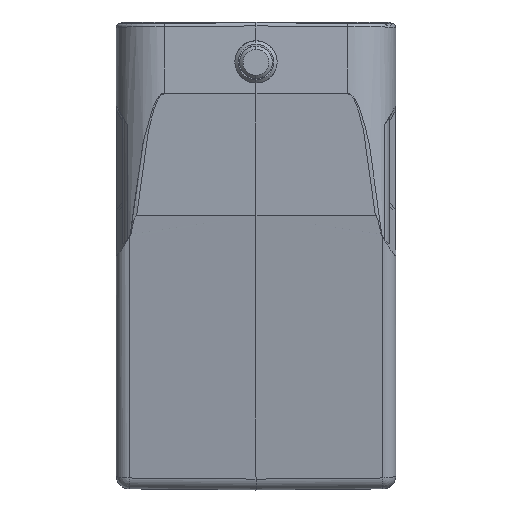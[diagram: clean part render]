
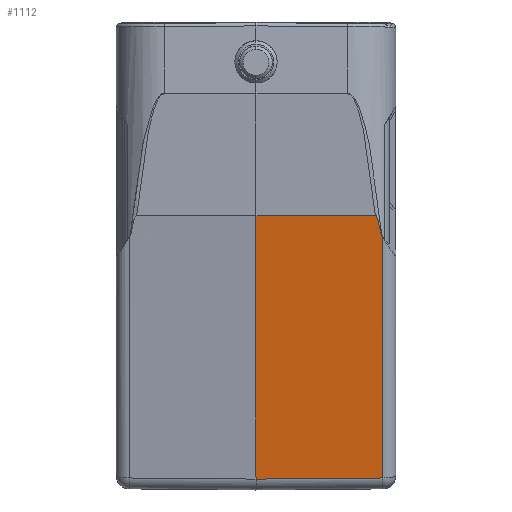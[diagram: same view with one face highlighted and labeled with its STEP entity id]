
A CAD part, left-side view. The second image highlights one B-rep face of the part: STEP entity #1112.
In plain terms, the highlighted planar face has unit normal (-0.987, -0.009, -0.16).
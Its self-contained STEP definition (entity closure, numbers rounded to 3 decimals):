
#584=B_SPLINE_CURVE_WITH_KNOTS('',3,(#12490,#12491,#12492,#12493),
 .UNSPECIFIED.,.F.,.F.,(4,4),(0.,1.),.UNSPECIFIED.);
#602=B_SPLINE_CURVE_WITH_KNOTS('',3,(#12655,#12656,#12657,#12658,#12659,
#12660,#12661,#12662),.UNSPECIFIED.,.F.,.F.,(4,2,2,4),(0.,0.25,0.5,1.),
 .UNSPECIFIED.);
#603=B_SPLINE_CURVE_WITH_KNOTS('',3,(#12664,#12665,#12666,#12667),
 .UNSPECIFIED.,.F.,.F.,(4,4),(0.,1.),.UNSPECIFIED.);
#605=B_SPLINE_CURVE_WITH_KNOTS('',3,(#12813,#12814,#12815,#12816),
 .UNSPECIFIED.,.F.,.F.,(4,4),(0.,1.),.UNSPECIFIED.);
#1112=ADVANCED_FACE('NONE',(#1768),#1479,.T.);
#1479=PLANE('',#8277);
#1768=FACE_OUTER_BOUND('',#2230,.T.);
#2230=EDGE_LOOP('',(#3784,#3785,#3786,#3787,#3788,#3789,#3790));
#3784=ORIENTED_EDGE('',*,*,#6213,.T.);
#3785=ORIENTED_EDGE('',*,*,#6255,.F.);
#3786=ORIENTED_EDGE('',*,*,#6254,.T.);
#3787=ORIENTED_EDGE('',*,*,#6258,.T.);
#3788=ORIENTED_EDGE('',*,*,#6369,.F.);
#3789=ORIENTED_EDGE('',*,*,#6370,.F.);
#3790=ORIENTED_EDGE('',*,*,#6259,.T.);
#5319=VERTEX_POINT('',#12494);
#5320=VERTEX_POINT('',#12495);
#5344=VERTEX_POINT('',#12654);
#5345=VERTEX_POINT('',#12663);
#5346=VERTEX_POINT('',#12812);
#5347=VERTEX_POINT('',#12819);
#5408=VERTEX_POINT('',#13771);
#6213=EDGE_CURVE('NONE',#5319,#5320,#584,.T.);
#6254=EDGE_CURVE('NONE',#5345,#5344,#602,.T.);
#6255=EDGE_CURVE('NONE',#5345,#5320,#603,.T.);
#6258=EDGE_CURVE('NONE',#5344,#5346,#605,.T.);
#6259=EDGE_CURVE('NONE',#5347,#5319,#7203,.T.);
#6369=EDGE_CURVE('NONE',#5408,#5346,#7251,.T.);
#6370=EDGE_CURVE('NONE',#5347,#5408,#7252,.T.);
#7203=LINE('',#12818,#7790);
#7251=LINE('',#13770,#7838);
#7252=LINE('',#13772,#7839);
#7790=VECTOR('',#9361,1.);
#7838=VECTOR('',#9505,1.);
#7839=VECTOR('',#9506,1.);
#8277=AXIS2_PLACEMENT_3D('',#13773,#9507,#9508);
#9361=DIRECTION('',(-0.16,0.,0.987));
#9505=DIRECTION('',(-0.16,0.,0.987));
#9506=DIRECTION('',(-0.007,1.,-0.009));
#9507=DIRECTION('',(-0.987,-0.009,-0.16));
#9508=DIRECTION('',(-0.16,0.,0.987));
#12490=CARTESIAN_POINT('',(-27.646,-19.517,-33.103));
#12491=CARTESIAN_POINT('',(-27.671,-19.432,-32.955));
#12492=CARTESIAN_POINT('',(-27.696,-19.346,-32.807));
#12493=CARTESIAN_POINT('',(-27.721,-19.261,-32.659));
#12494=CARTESIAN_POINT('',(-27.646,-19.517,-33.103));
#12495=CARTESIAN_POINT('',(-27.718,-19.261,-32.658));
#12654=CARTESIAN_POINT('',(-28.196,-18.362,-29.778));
#12655=CARTESIAN_POINT('',(-27.724,-19.251,-32.64));
#12656=CARTESIAN_POINT('',(-27.807,-19.159,-32.135));
#12657=CARTESIAN_POINT('',(-27.879,-19.068,-31.693));
#12658=CARTESIAN_POINT('',(-28.004,-18.891,-30.937));
#12659=CARTESIAN_POINT('',(-28.064,-18.787,-30.571));
#12660=CARTESIAN_POINT('',(-28.163,-18.584,-29.972));
#12661=CARTESIAN_POINT('',(-28.196,-18.465,-29.774));
#12662=CARTESIAN_POINT('',(-28.196,-18.362,-29.778));
#12663=CARTESIAN_POINT('',(-27.724,-19.251,-32.64));
#12664=CARTESIAN_POINT('',(-27.724,-19.251,-32.64));
#12665=CARTESIAN_POINT('',(-27.722,-19.253,-32.652));
#12666=CARTESIAN_POINT('',(-27.719,-19.256,-32.658));
#12667=CARTESIAN_POINT('',(-27.717,-19.259,-32.658));
#12812=CARTESIAN_POINT('',(-28.355,0.,-29.802));
#12813=CARTESIAN_POINT('',(-28.196,-18.362,-29.778));
#12814=CARTESIAN_POINT('',(-28.249,-12.242,-29.786));
#12815=CARTESIAN_POINT('',(-28.302,-6.121,-29.794));
#12816=CARTESIAN_POINT('',(-28.355,0.,-29.802));
#12818=CARTESIAN_POINT('',(-21.332,-19.517,-71.973));
#12819=CARTESIAN_POINT('',(-21.628,-19.517,-70.15));
#13770=CARTESIAN_POINT('',(-21.5,0.,-72.));
#13771=CARTESIAN_POINT('',(-21.773,0.,-70.321));
#13772=CARTESIAN_POINT('',(-22.426,88.035,-71.089));
#13773=CARTESIAN_POINT('',(-21.5,0.,-72.));
